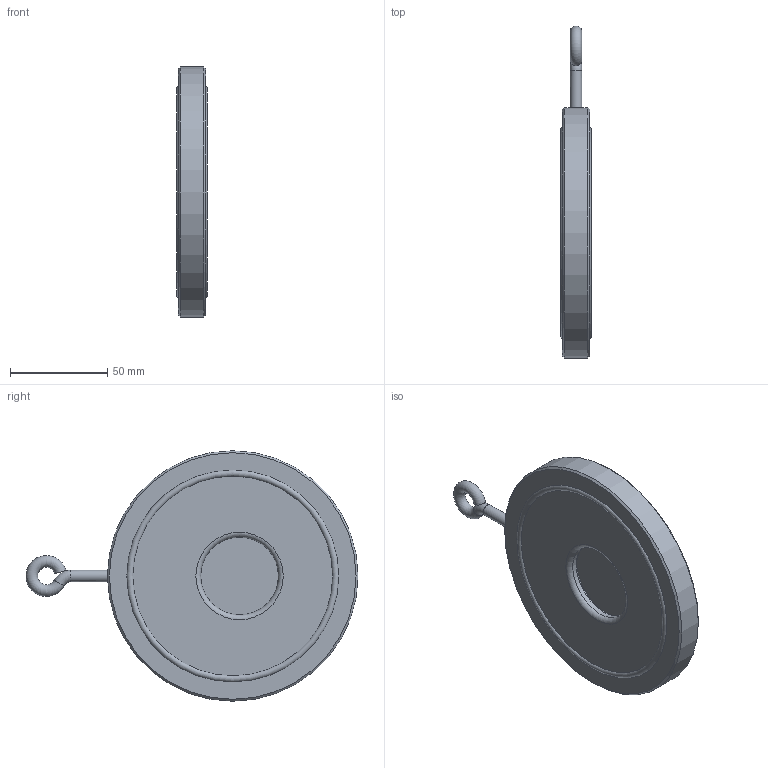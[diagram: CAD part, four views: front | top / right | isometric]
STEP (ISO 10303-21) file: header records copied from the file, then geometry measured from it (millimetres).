
FILE_DESCRIPTION((''),'2;1');
FILE_NAME('ZRK-65.stp','2011-06-06T11:20:58',('ebh'),(''),'Autodesk Inventor 2011','Autodesk Inventor 2011','');
FILE_SCHEMA(('AUTOMOTIVE_DESIGN { 1 0 10303 214 1 1 1 1 }'));
Length unit declared in the file: millimetre
Products named in the file (1): ZRK-65B
Bounding box: 15.8 x 170.97 x 129 mm (x, y, z)
Volume: 168449.1 mm3; surface area: 39157.9 mm2
Topology: 2 solids, 3 shells, 31 faces, 53 edges, 31 vertices
Faces by surface type: plane 11, torus 9, cylinder 5, cone 5, bspline 1
Full cylindrical faces by diameter (mm): 4.917 x1, 6 x1, 40 x1, 60 x1, 129 x1
Entity records: 746 total; most frequent: CARTESIAN_POINT 216, DIRECTION 116, ORIENTED_EDGE 60, AXIS2_PLACEMENT_3D 58, EDGE_LOOP 57, FACE_OUTER_BOUND 31, ADVANCED_FACE 31, EDGE_CURVE 30
